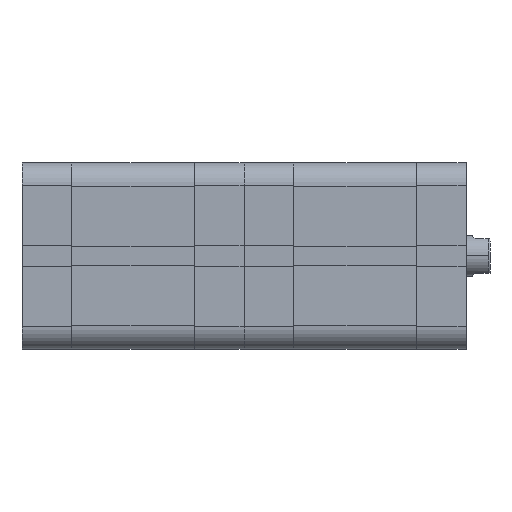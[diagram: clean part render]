
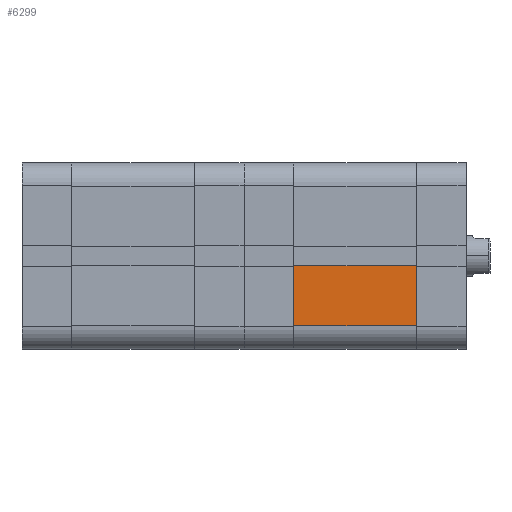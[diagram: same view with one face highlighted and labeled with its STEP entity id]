
A CAD part, front view. The second image highlights one B-rep face of the part: STEP entity #6299.
In plain terms, the highlighted planar face has unit normal (0, -1, 0).
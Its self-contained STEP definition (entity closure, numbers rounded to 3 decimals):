
#637 = EDGE_CURVE ( 'NONE', #7096, #4155, #9347, .T. ) ;
#1615 = DIRECTION ( 'NONE',  ( 0., 0., -1. ) ) ;
#2634 = VECTOR ( 'NONE', #12293, 1000. ) ;
#3303 = CARTESIAN_POINT ( 'NONE',  ( 36., -27.25, -20.45 ) ) ;
#3839 = DIRECTION ( 'NONE',  ( 1., 0., 0. ) ) ;
#3856 = CARTESIAN_POINT ( 'NONE',  ( 36., -27.25, -27.25 ) ) ;
#4155 = VERTEX_POINT ( 'NONE', #3303 ) ;
#4265 = AXIS2_PLACEMENT_3D ( 'NONE', #3856, #14385, #8796 ) ;
#4865 = ORIENTED_EDGE ( 'NONE', *, *, #637, .F. ) ;
#6299 = ADVANCED_FACE ( 'NONE', ( #11599 ), #13888, .F. ) ;
#6456 = EDGE_CURVE ( 'NONE', #7096, #22728, #24175, .T. ) ;
#6853 = ORIENTED_EDGE ( 'NONE', *, *, #12831, .T. ) ;
#7096 = VERTEX_POINT ( 'NONE', #10612 ) ;
#8796 = DIRECTION ( 'NONE',  ( 0., 0., 1. ) ) ;
#9347 = LINE ( 'NONE', #9831, #2634 ) ;
#9831 = CARTESIAN_POINT ( 'NONE',  ( 36., -27.25, -27.25 ) ) ;
#10612 = CARTESIAN_POINT ( 'NONE',  ( 36., -27.25, -2.8 ) ) ;
#11599 = FACE_OUTER_BOUND ( 'NONE', #30374, .T. ) ;
#12054 = EDGE_CURVE ( 'NONE', #18396, #4155, #20792, .T. ) ;
#12293 = DIRECTION ( 'NONE',  ( 0., 0., -1. ) ) ;
#12831 = EDGE_CURVE ( 'NONE', #22728, #18396, #21813, .T. ) ;
#13277 = CARTESIAN_POINT ( 'NONE',  ( 36., -27.25, -20.45 ) ) ;
#13888 = PLANE ( 'NONE',  #4265 ) ;
#13940 = ORIENTED_EDGE ( 'NONE', *, *, #12054, .T. ) ;
#14385 = DIRECTION ( 'NONE',  ( 0., 1., 0. ) ) ;
#15273 = VECTOR ( 'NONE', #26951, 1000. ) ;
#16940 = CARTESIAN_POINT ( 'NONE',  ( 36.001, -27.25, -2.8 ) ) ;
#18396 = VERTEX_POINT ( 'NONE', #19786 ) ;
#19786 = CARTESIAN_POINT ( 'NONE',  ( 0., -27.25, -20.45 ) ) ;
#20792 = LINE ( 'NONE', #13277, #22295 ) ;
#21813 = LINE ( 'NONE', #24294, #29136 ) ;
#22295 = VECTOR ( 'NONE', #3839, 1000. ) ;
#22516 = ORIENTED_EDGE ( 'NONE', *, *, #6456, .T. ) ;
#22728 = VERTEX_POINT ( 'NONE', #25553 ) ;
#24175 = LINE ( 'NONE', #16940, #15273 ) ;
#24294 = CARTESIAN_POINT ( 'NONE',  ( 0., -27.25, -27.25 ) ) ;
#25553 = CARTESIAN_POINT ( 'NONE',  ( 0., -27.25, -2.8 ) ) ;
#26951 = DIRECTION ( 'NONE',  ( -1., 0., 0. ) ) ;
#29136 = VECTOR ( 'NONE', #1615, 1000. ) ;
#30374 = EDGE_LOOP ( 'NONE', ( #22516, #6853, #13940, #4865 ) ) ;
